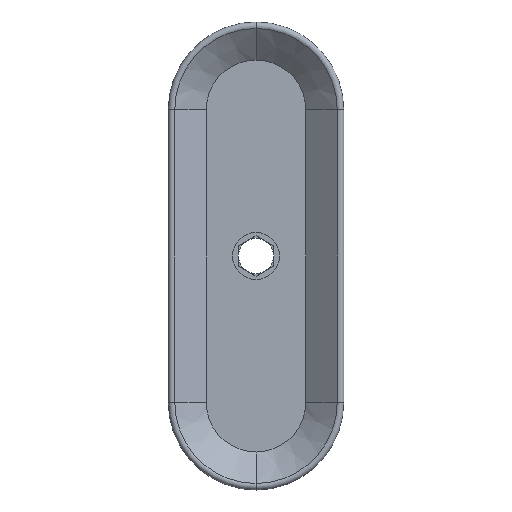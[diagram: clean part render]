
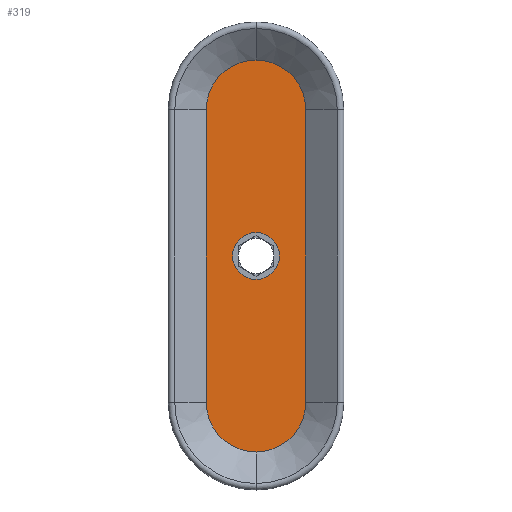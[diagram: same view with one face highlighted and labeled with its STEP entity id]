
A CAD part, front view. The second image highlights one B-rep face of the part: STEP entity #319.
In plain terms, the highlighted planar face has unit normal (0, -1, 0).
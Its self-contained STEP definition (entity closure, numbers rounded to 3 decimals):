
#319=ADVANCED_FACE('',(#692,#693),#694,.T.);
#692=FACE_BOUND('',#1110,.T.);
#693=FACE_OUTER_BOUND('',#1111,.T.);
#694=PLANE('',#1112);
#1110=EDGE_LOOP('',(#3335,#3336));
#1111=EDGE_LOOP('',(#3337,#3338,#3339,#3340));
#1112=AXIS2_PLACEMENT_3D('',#3341,#3342,#3343);
#3335=ORIENTED_EDGE('',*,*,#3762,.F.);
#3336=ORIENTED_EDGE('',*,*,#4020,.F.);
#3337=ORIENTED_EDGE('',*,*,#4009,.T.);
#3338=ORIENTED_EDGE('',*,*,#4013,.T.);
#3339=ORIENTED_EDGE('',*,*,#4016,.T.);
#3340=ORIENTED_EDGE('',*,*,#4018,.T.);
#3341=CARTESIAN_POINT('',(0.,-3.5,25.0));
#3342=DIRECTION('',(0.,-1.0,0.));
#3343=DIRECTION('',(1.0,0.,0.0));
#3762=EDGE_CURVE('',#4232,#4233,#4234,.T.);
#4009=EDGE_CURVE('',#4586,#4584,#4587,.T.);
#4013=EDGE_CURVE('',#4584,#4590,#4592,.T.);
#4016=EDGE_CURVE('',#4590,#4594,#4596,.T.);
#4018=EDGE_CURVE('',#4594,#4586,#4598,.T.);
#4020=EDGE_CURVE('',#4233,#4232,#4600,.T.);
#4232=VERTEX_POINT('',#4874);
#4233=VERTEX_POINT('',#4875);
#4234=CIRCLE('',#4876,4.0);
#4584=VERTEX_POINT('',#5583);
#4586=VERTEX_POINT('',#5586);
#4587=CIRCLE('',#5587,8.5);
#4590=VERTEX_POINT('',#5591);
#4592=LINE('',#5594,#5595);
#4594=VERTEX_POINT('',#5597);
#4596=CIRCLE('',#5600,8.5);
#4598=LINE('',#5602,#5603);
#4600=CIRCLE('',#5605,4.0);
#4874=CARTESIAN_POINT('',(-4.0,-3.5,0.));
#4875=CARTESIAN_POINT('',(4.0,-3.5,0.));
#4876=AXIS2_PLACEMENT_3D('',#6360,#6361,#6362);
#5583=CARTESIAN_POINT('',(-8.5,-3.5,25.0));
#5586=CARTESIAN_POINT('',(8.5,-3.5,25.));
#5587=AXIS2_PLACEMENT_3D('',#6635,#6636,#6637);
#5591=CARTESIAN_POINT('',(-8.5,-3.5,-25.));
#5594=CARTESIAN_POINT('',(-8.5,-3.5,25.0));
#5595=VECTOR('',#6640,1000.0);
#5597=CARTESIAN_POINT('',(8.5,-3.5,-25.));
#5600=AXIS2_PLACEMENT_3D('',#6642,#6643,#6644);
#5602=CARTESIAN_POINT('',(8.5,-3.5,-25.));
#5603=VECTOR('',#6645,1000.0);
#5605=AXIS2_PLACEMENT_3D('',#6646,#6647,#6648);
#6360=CARTESIAN_POINT('',(0.,-3.5,0.));
#6361=DIRECTION('',(0.,-1.0,0.));
#6362=DIRECTION('',(1.0,0.,0.));
#6635=CARTESIAN_POINT('',(0.,-3.5,25.0));
#6636=DIRECTION('',(0.,-1.0,0.));
#6637=DIRECTION('',(1.0,0.,0.));
#6640=DIRECTION('',(0.,0.0,-1.0));
#6642=CARTESIAN_POINT('',(0.,-3.5,-25.0));
#6643=DIRECTION('',(0.,-1.0,0.));
#6644=DIRECTION('',(1.0,0.,0.));
#6645=DIRECTION('',(0.,0.0,1.0));
#6646=CARTESIAN_POINT('',(0.,-3.5,0.));
#6647=DIRECTION('',(0.,-1.0,0.));
#6648=DIRECTION('',(1.0,0.,0.));
